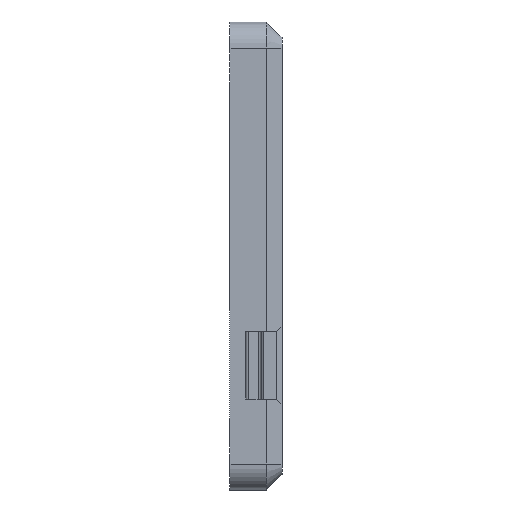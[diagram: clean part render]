
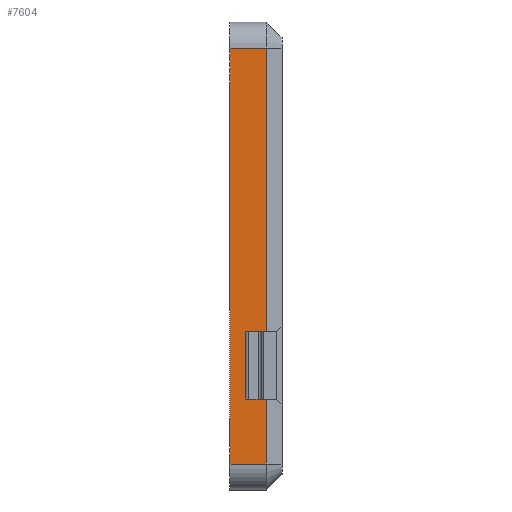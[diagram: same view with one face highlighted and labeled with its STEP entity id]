
A CAD part, left-side view. The second image highlights one B-rep face of the part: STEP entity #7604.
In plain terms, the highlighted planar face has unit normal (-1, 0, 0).
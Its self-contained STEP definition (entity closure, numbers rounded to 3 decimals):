
#1082=FACE_OUTER_BOUND('',#1525,.T.);
#1525=EDGE_LOOP('',(#6819,#6820,#6821,#6822,#6823,#6824,#6825,#6826));
#2098=LINE('',#14125,#2789);
#2105=LINE('',#14140,#2796);
#2185=LINE('',#14329,#2876);
#2196=LINE('',#14359,#2887);
#2198=LINE('',#14365,#2889);
#2207=LINE('',#14388,#2898);
#2208=LINE('',#14391,#2899);
#2209=LINE('',#14392,#2900);
#2789=VECTOR('',#8960,10.);
#2796=VECTOR('',#8977,10.);
#2876=VECTOR('',#9189,10.);
#2887=VECTOR('',#9224,10.);
#2889=VECTOR('',#9230,10.);
#2898=VECTOR('',#9255,10.);
#2899=VECTOR('',#9260,10.);
#2900=VECTOR('',#9261,10.);
#3587=VERTEX_POINT('',#14116);
#3590=VERTEX_POINT('',#14123);
#3592=VERTEX_POINT('',#14137);
#3593=VERTEX_POINT('',#14139);
#3636=VERTEX_POINT('',#14327);
#3643=VERTEX_POINT('',#14355);
#3645=VERTEX_POINT('',#14363);
#3651=VERTEX_POINT('',#14387);
#4600=EDGE_CURVE('',#3587,#3590,#2098,.T.);
#4607=EDGE_CURVE('',#3593,#3592,#2105,.T.);
#4702=EDGE_CURVE('',#3636,#3590,#2185,.T.);
#4717=EDGE_CURVE('',#3593,#3643,#2196,.T.);
#4720=EDGE_CURVE('',#3636,#3645,#2198,.T.);
#4731=EDGE_CURVE('',#3643,#3651,#2207,.T.);
#4733=EDGE_CURVE('',#3651,#3645,#2208,.T.);
#4734=EDGE_CURVE('',#3592,#3587,#2209,.T.);
#6819=ORIENTED_EDGE('',*,*,#4702,.F.);
#6820=ORIENTED_EDGE('',*,*,#4720,.T.);
#6821=ORIENTED_EDGE('',*,*,#4733,.F.);
#6822=ORIENTED_EDGE('',*,*,#4731,.F.);
#6823=ORIENTED_EDGE('',*,*,#4717,.F.);
#6824=ORIENTED_EDGE('',*,*,#4607,.T.);
#6825=ORIENTED_EDGE('',*,*,#4734,.T.);
#6826=ORIENTED_EDGE('',*,*,#4600,.T.);
#7190=PLANE('',#7964);
#7604=ADVANCED_FACE('',(#1082),#7190,.T.);
#7964=AXIS2_PLACEMENT_3D('',#14390,#9258,#9259);
#8960=DIRECTION('',(0.,-1.,0.));
#8977=DIRECTION('',(0.,1.,0.));
#9189=DIRECTION('',(0.,0.,-1.));
#9224=DIRECTION('',(0.,0.,-1.));
#9230=DIRECTION('',(0.,1.,0.));
#9255=DIRECTION('',(0.,1.,0.));
#9258=DIRECTION('center_axis',(-1.,0.,0.));
#9259=DIRECTION('ref_axis',(0.,0.,1.));
#9260=DIRECTION('',(0.,0.,1.));
#9261=DIRECTION('',(0.,0.,1.));
#14116=CARTESIAN_POINT('',(-65.,7.,-14.5));
#14123=CARTESIAN_POINT('',(-65.,3.,-14.5));
#14125=CARTESIAN_POINT('',(-65.,0.,-14.5));
#14137=CARTESIAN_POINT('',(-65.,7.,-27.5));
#14139=CARTESIAN_POINT('',(-65.,3.,-27.5));
#14140=CARTESIAN_POINT('',(-65.,0.,-27.5));
#14327=CARTESIAN_POINT('',(-65.,3.,40.));
#14329=CARTESIAN_POINT('',(-65.,3.,-20.));
#14355=CARTESIAN_POINT('',(-65.,3.,-40.));
#14359=CARTESIAN_POINT('',(-65.,3.,-20.));
#14363=CARTESIAN_POINT('',(-65.,10.,40.));
#14365=CARTESIAN_POINT('',(-65.,0.,40.));
#14387=CARTESIAN_POINT('',(-65.,10.,-40.));
#14388=CARTESIAN_POINT('',(-65.,0.,-40.));
#14390=CARTESIAN_POINT('Origin',(-65.,0.,-40.));
#14391=CARTESIAN_POINT('',(-65.,10.,-40.));
#14392=CARTESIAN_POINT('',(-65.,7.,-30.5));
